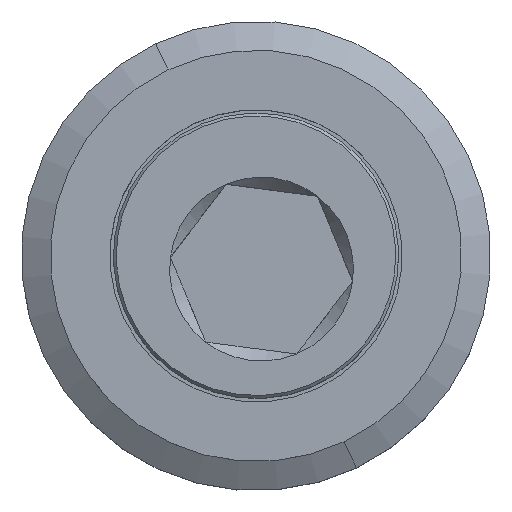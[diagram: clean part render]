
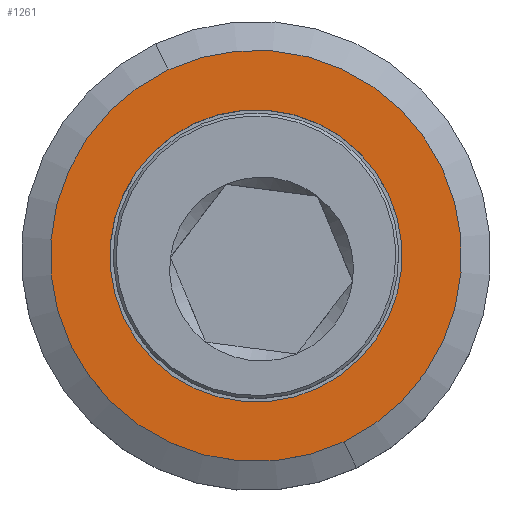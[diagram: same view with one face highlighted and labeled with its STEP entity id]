
A CAD part, top view. The second image highlights one B-rep face of the part: STEP entity #1261.
In plain terms, the highlighted planar face has unit normal (0, 0, 1).
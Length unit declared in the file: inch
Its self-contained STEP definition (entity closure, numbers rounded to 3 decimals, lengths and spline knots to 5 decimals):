
#217 = AXIS2_PLACEMENT_3D ( 'NONE', #2919, #1119, #3635 ) ;
#328 = VERTEX_POINT ( 'NONE', #1210 ) ;
#417 = PLANE ( 'NONE',  #217 ) ;
#480 = CARTESIAN_POINT ( 'NONE',  ( 0.356, 0., 0. ) ) ;
#747 = AXIS2_PLACEMENT_3D ( 'NONE', #3596, #1453, #3958 ) ;
#889 = EDGE_CURVE ( 'NONE', #2379, #2156, #1327, .T. ) ;
#927 = DIRECTION ( 'NONE',  ( 0., 0., 1. ) ) ;
#1036 = CIRCLE ( 'NONE', #3472, 0.253 ) ;
#1119 = DIRECTION ( 'NONE',  ( 0., 0., 1. ) ) ;
#1153 = CIRCLE ( 'NONE', #2487, 0.253 ) ;
#1210 = CARTESIAN_POINT ( 'NONE',  ( 0.253, 0., 0. ) ) ;
#1261 = ADVANCED_FACE ( 'NONE', ( #3397, #1725 ), #417, .T. ) ;
#1327 = CIRCLE ( 'NONE', #3952, 0.356 ) ;
#1453 = DIRECTION ( 'NONE',  ( 0., 0., 1. ) ) ;
#1590 = CARTESIAN_POINT ( 'NONE',  ( 0., 0., 0. ) ) ;
#1617 = EDGE_LOOP ( 'NONE', ( #1803, #2125 ) ) ;
#1624 = DIRECTION ( 'NONE',  ( 0., 0., 1. ) ) ;
#1725 = FACE_BOUND ( 'NONE', #2224, .T. ) ;
#1803 = ORIENTED_EDGE ( 'NONE', *, *, #889, .T. ) ;
#1944 = DIRECTION ( 'NONE',  ( 1., 0., 0. ) ) ;
#2125 = ORIENTED_EDGE ( 'NONE', *, *, #4631, .T. ) ;
#2156 = VERTEX_POINT ( 'NONE', #2366 ) ;
#2224 = EDGE_LOOP ( 'NONE', ( #4474, #4016 ) ) ;
#2366 = CARTESIAN_POINT ( 'NONE',  ( -0.356, 0., 0. ) ) ;
#2379 = VERTEX_POINT ( 'NONE', #480 ) ;
#2487 = AXIS2_PLACEMENT_3D ( 'NONE', #3092, #927, #3444 ) ;
#2566 = VERTEX_POINT ( 'NONE', #4488 ) ;
#2919 = CARTESIAN_POINT ( 'NONE',  ( 0.253, 0., 0. ) ) ;
#2954 = EDGE_CURVE ( 'NONE', #2566, #328, #1036, .T. ) ;
#3092 = CARTESIAN_POINT ( 'NONE',  ( 0., 0., 0. ) ) ;
#3397 = FACE_OUTER_BOUND ( 'NONE', #1617, .T. ) ;
#3444 = DIRECTION ( 'NONE',  ( 1., 0., 0. ) ) ;
#3472 = AXIS2_PLACEMENT_3D ( 'NONE', #3775, #1624, #4133 ) ;
#3596 = CARTESIAN_POINT ( 'NONE',  ( 0., 0., 0. ) ) ;
#3635 = DIRECTION ( 'NONE',  ( 1., 0., 0. ) ) ;
#3736 = CIRCLE ( 'NONE', #747, 0.356 ) ;
#3775 = CARTESIAN_POINT ( 'NONE',  ( 0., 0., 0. ) ) ;
#3876 = EDGE_CURVE ( 'NONE', #328, #2566, #1153, .T. ) ;
#3952 = AXIS2_PLACEMENT_3D ( 'NONE', #1590, #4096, #1944 ) ;
#3958 = DIRECTION ( 'NONE',  ( 1., 0., 0. ) ) ;
#4016 = ORIENTED_EDGE ( 'NONE', *, *, #2954, .F. ) ;
#4096 = DIRECTION ( 'NONE',  ( 0., 0., 1. ) ) ;
#4133 = DIRECTION ( 'NONE',  ( 1., 0., 0. ) ) ;
#4474 = ORIENTED_EDGE ( 'NONE', *, *, #3876, .F. ) ;
#4488 = CARTESIAN_POINT ( 'NONE',  ( -0.253, 0., 0. ) ) ;
#4631 = EDGE_CURVE ( 'NONE', #2156, #2379, #3736, .T. ) ;
